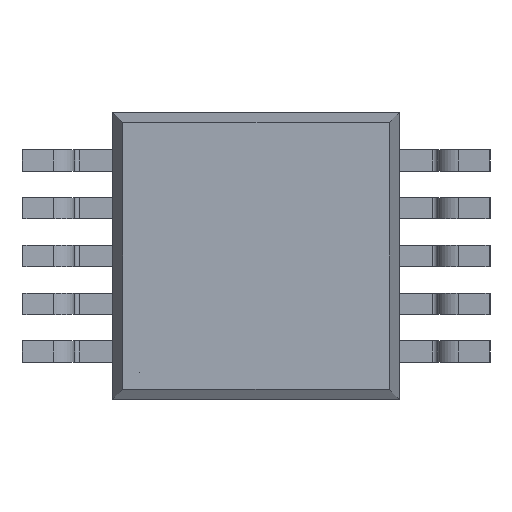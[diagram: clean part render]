
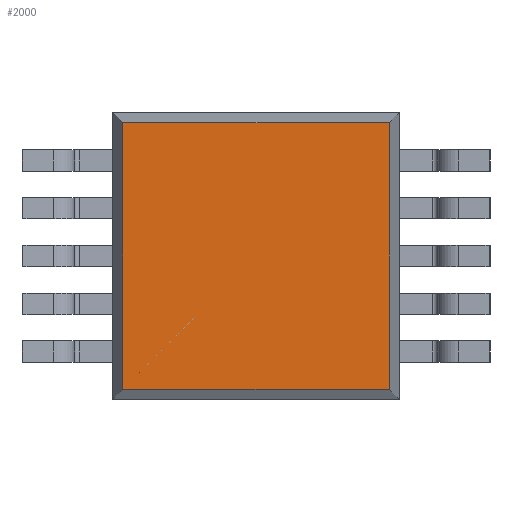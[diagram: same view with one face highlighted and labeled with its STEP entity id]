
A CAD part, front view. The second image highlights one B-rep face of the part: STEP entity #2000.
In plain terms, the highlighted planar face has unit normal (0, -1, 0).
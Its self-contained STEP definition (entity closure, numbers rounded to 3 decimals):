
#216 = ORIENTED_EDGE ( 'NONE', *, *, #4685, .T. ) ;
#491 = VECTOR ( 'NONE', #3957, 1000. ) ;
#779 = VERTEX_POINT ( 'NONE', #4140 ) ;
#976 = EDGE_LOOP ( 'NONE', ( #216, #2322, #4647, #3756 ) ) ;
#989 = CARTESIAN_POINT ( 'NONE',  ( 1.5, 0.15, -1.397 ) ) ;
#1099 = VECTOR ( 'NONE', #3913, 1000. ) ;
#1395 = LINE ( 'NONE', #989, #4134 ) ;
#1410 = CARTESIAN_POINT ( 'NONE',  ( -1.397, 0.15, 1.397 ) ) ;
#1439 = DIRECTION ( 'NONE',  ( 1., 0., 0. ) ) ;
#1646 = LINE ( 'NONE', #4353, #2746 ) ;
#1670 = DIRECTION ( 'NONE',  ( 0., 0., 1. ) ) ;
#1860 = CARTESIAN_POINT ( 'NONE',  ( -1.397, 0.15, -1.397 ) ) ;
#2000 = ADVANCED_FACE ( 'NONE', ( #2411 ), #4305, .F. ) ;
#2013 = CARTESIAN_POINT ( 'NONE',  ( 1.397, 0.15, 1.397 ) ) ;
#2085 = EDGE_CURVE ( 'NONE', #779, #2472, #2388, .T. ) ;
#2238 = EDGE_CURVE ( 'NONE', #2285, #779, #1395, .T. ) ;
#2285 = VERTEX_POINT ( 'NONE', #1860 ) ;
#2322 = ORIENTED_EDGE ( 'NONE', *, *, #2238, .T. ) ;
#2388 = LINE ( 'NONE', #3163, #1099 ) ;
#2411 = FACE_OUTER_BOUND ( 'NONE', #976, .T. ) ;
#2440 = CARTESIAN_POINT ( 'NONE',  ( -1.397, 0.15, -1.5 ) ) ;
#2472 = VERTEX_POINT ( 'NONE', #2013 ) ;
#2746 = VECTOR ( 'NONE', #2836, 1000. ) ;
#2789 = AXIS2_PLACEMENT_3D ( 'NONE', #4773, #4716, #1670 ) ;
#2836 = DIRECTION ( 'NONE',  ( -1., 0., 0. ) ) ;
#3163 = CARTESIAN_POINT ( 'NONE',  ( 1.397, 0.15, 1.5 ) ) ;
#3527 = EDGE_CURVE ( 'NONE', #2472, #4740, #1646, .T. ) ;
#3756 = ORIENTED_EDGE ( 'NONE', *, *, #3527, .T. ) ;
#3913 = DIRECTION ( 'NONE',  ( 0., 0., 1. ) ) ;
#3957 = DIRECTION ( 'NONE',  ( 0., 0., -1. ) ) ;
#4134 = VECTOR ( 'NONE', #1439, 1000. ) ;
#4140 = CARTESIAN_POINT ( 'NONE',  ( 1.397, 0.15, -1.397 ) ) ;
#4305 = PLANE ( 'NONE',  #2789 ) ;
#4353 = CARTESIAN_POINT ( 'NONE',  ( -1.5, 0.15, 1.397 ) ) ;
#4647 = ORIENTED_EDGE ( 'NONE', *, *, #2085, .T. ) ;
#4685 = EDGE_CURVE ( 'NONE', #4740, #2285, #4710, .T. ) ;
#4710 = LINE ( 'NONE', #2440, #491 ) ;
#4716 = DIRECTION ( 'NONE',  ( 0., 1., 0. ) ) ;
#4740 = VERTEX_POINT ( 'NONE', #1410 ) ;
#4773 = CARTESIAN_POINT ( 'NONE',  ( 0., 0.15, 0. ) ) ;
